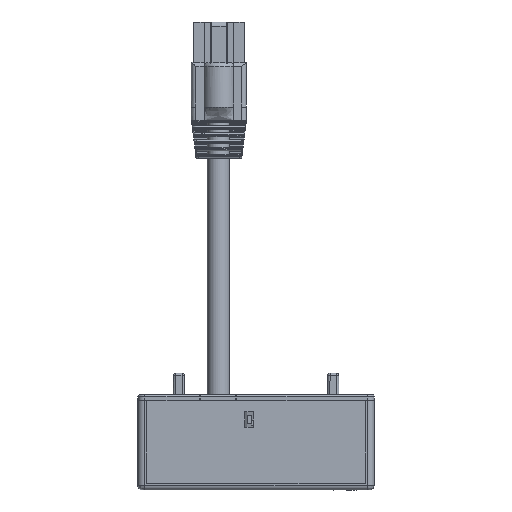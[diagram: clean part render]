
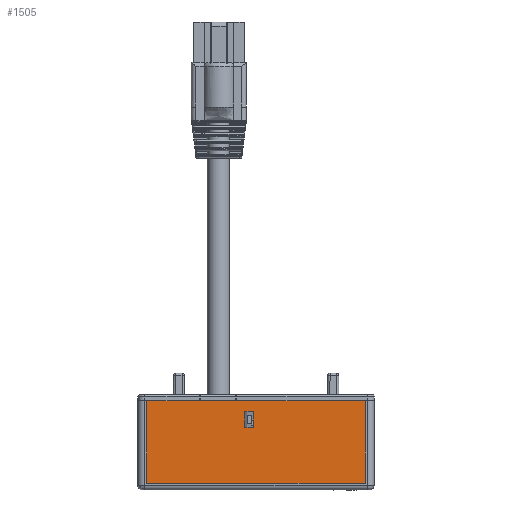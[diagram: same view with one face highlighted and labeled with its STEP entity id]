
A CAD part, front view. The second image highlights one B-rep face of the part: STEP entity #1505.
In plain terms, the highlighted planar face has unit normal (0, -1, 0).
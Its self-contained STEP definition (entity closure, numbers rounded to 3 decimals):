
#1505=ADVANCED_FACE('',(#2085,#2086),#1904,.T.);
#1904=PLANE('',#9410);
#2085=FACE_BOUND('',#2146,.T.);
#2086=FACE_BOUND('',#2147,.T.);
#2146=EDGE_LOOP('',(#2579,#2580,#2581,#2582));
#2147=EDGE_LOOP('',(#2583,#2584,#2585,#2586,#2587,#2588));
#2579=ORIENTED_EDGE('',*,*,#6247,.F.);
#2580=ORIENTED_EDGE('',*,*,#6248,.F.);
#2581=ORIENTED_EDGE('',*,*,#6249,.F.);
#2582=ORIENTED_EDGE('',*,*,#6250,.F.);
#2583=ORIENTED_EDGE('',*,*,#6251,.T.);
#2584=ORIENTED_EDGE('',*,*,#6252,.T.);
#2585=ORIENTED_EDGE('',*,*,#6253,.T.);
#2586=ORIENTED_EDGE('',*,*,#6254,.F.);
#2587=ORIENTED_EDGE('',*,*,#6255,.F.);
#2588=ORIENTED_EDGE('',*,*,#6256,.F.);
#5079=VERTEX_POINT('',#12590);
#5080=VERTEX_POINT('',#12591);
#5081=VERTEX_POINT('',#12593);
#5082=VERTEX_POINT('',#12595);
#5083=VERTEX_POINT('',#12598);
#5084=VERTEX_POINT('',#12599);
#5085=VERTEX_POINT('',#12601);
#5086=VERTEX_POINT('',#12603);
#5087=VERTEX_POINT('',#12605);
#5088=VERTEX_POINT('',#12607);
#6247=EDGE_CURVE('',#5079,#5080,#7803,.T.);
#6248=EDGE_CURVE('',#5081,#5079,#7804,.T.);
#6249=EDGE_CURVE('',#5082,#5081,#7805,.T.);
#6250=EDGE_CURVE('',#5080,#5082,#7806,.T.);
#6251=EDGE_CURVE('',#5083,#5084,#7807,.T.);
#6252=EDGE_CURVE('',#5084,#5085,#7808,.T.);
#6253=EDGE_CURVE('',#5085,#5086,#7809,.T.);
#6254=EDGE_CURVE('',#5087,#5086,#7810,.T.);
#6255=EDGE_CURVE('',#5088,#5087,#7811,.T.);
#6256=EDGE_CURVE('',#5083,#5088,#7812,.T.);
#7803=LINE('',#12589,#8584);
#7804=LINE('',#12592,#8585);
#7805=LINE('',#12594,#8586);
#7806=LINE('',#12596,#8587);
#7807=LINE('',#12597,#8588);
#7808=LINE('',#12600,#8589);
#7809=LINE('',#12602,#8590);
#7810=LINE('',#12604,#8591);
#7811=LINE('',#12606,#8592);
#7812=LINE('',#12608,#8593);
#8584=VECTOR('',#10211,1.);
#8585=VECTOR('',#10212,1.);
#8586=VECTOR('',#10213,1.);
#8587=VECTOR('',#10214,1.);
#8588=VECTOR('',#10215,1.);
#8589=VECTOR('',#10216,1.);
#8590=VECTOR('',#10217,1.);
#8591=VECTOR('',#10218,1.);
#8592=VECTOR('',#10219,1.);
#8593=VECTOR('',#10220,1.);
#9410=AXIS2_PLACEMENT_3D('',#12609,#10221,#10222);
#10211=DIRECTION('',(0.,0.,-1.));
#10212=DIRECTION('',(-1.,0.,0.));
#10213=DIRECTION('',(0.,0.,1.));
#10214=DIRECTION('',(1.,0.,0.));
#10215=DIRECTION('',(-1.,0.,0.));
#10216=DIRECTION('',(-1.,0.,0.));
#10217=DIRECTION('',(-1.,0.,0.));
#10218=DIRECTION('',(0.,0.,1.));
#10219=DIRECTION('',(-1.,0.,0.));
#10220=DIRECTION('',(0.,0.,-1.));
#10221=DIRECTION('',(0.,-1.,0.));
#10222=DIRECTION('',(0.,0.,-1.));
#12589=CARTESIAN_POINT('',(-2.508,-19.715,-1.));
#12590=CARTESIAN_POINT('',(-2.508,-19.715,-2.792));
#12591=CARTESIAN_POINT('',(-2.508,-19.715,-6.308));
#12592=CARTESIAN_POINT('',(0.,-19.715,-2.792));
#12593=CARTESIAN_POINT('',(-0.592,-19.715,-2.792));
#12594=CARTESIAN_POINT('',(-0.592,-19.715,-1.));
#12595=CARTESIAN_POINT('',(-0.592,-19.715,-6.308));
#12596=CARTESIAN_POINT('',(0.,-19.715,-6.308));
#12597=CARTESIAN_POINT('',(-0.032,-19.715,-0.3));
#12598=CARTESIAN_POINT('',(24.368,-19.715,-0.3));
#12599=CARTESIAN_POINT('',(-4.503,-19.715,-0.3));
#12600=CARTESIAN_POINT('',(-0.032,-19.715,-0.3));
#12601=CARTESIAN_POINT('',(-12.497,-19.715,-0.3));
#12602=CARTESIAN_POINT('',(-0.032,-19.715,-0.3));
#12603=CARTESIAN_POINT('',(-24.432,-19.715,-0.3));
#12604=CARTESIAN_POINT('',(-24.432,-19.715,-0.3));
#12605=CARTESIAN_POINT('',(-24.432,-19.715,-18.8));
#12606=CARTESIAN_POINT('',(-24.432,-19.715,-18.8));
#12607=CARTESIAN_POINT('',(24.368,-19.715,-18.8));
#12608=CARTESIAN_POINT('',(24.368,-19.715,-17.8));
#12609=CARTESIAN_POINT('',(0.,-19.715,-1.));
